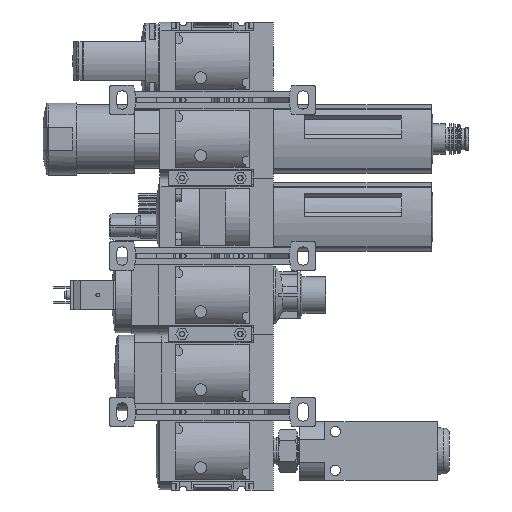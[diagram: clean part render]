
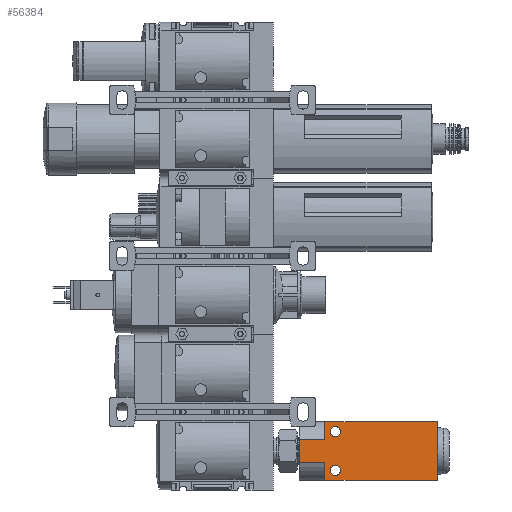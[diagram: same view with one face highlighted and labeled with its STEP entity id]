
A CAD part, left-side view. The second image highlights one B-rep face of the part: STEP entity #56384.
In plain terms, the highlighted planar face has unit normal (-1, 0, 0).
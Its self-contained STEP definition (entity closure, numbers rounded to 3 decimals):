
#1965=PLANE('',#59964);
#6198=LINE('',#84233,#10752);
#6424=LINE('',#84767,#10978);
#6426=LINE('',#84775,#10980);
#6427=LINE('',#84777,#10981);
#6428=LINE('',#84779,#10982);
#6429=LINE('',#84780,#10983);
#6430=LINE('',#84782,#10984);
#6431=LINE('',#84784,#10985);
#10752=VECTOR('',#70898,1000.);
#10978=VECTOR('',#71288,1000.);
#10980=VECTOR('',#71296,1000.);
#10981=VECTOR('',#71297,1000.);
#10982=VECTOR('',#71298,1000.);
#10983=VECTOR('',#71299,1000.);
#10984=VECTOR('',#71300,1000.);
#10985=VECTOR('',#71301,1000.);
#22798=ORIENTED_EDGE('',*,*,#29409,.T.);
#22799=ORIENTED_EDGE('',*,*,#29410,.T.);
#22800=ORIENTED_EDGE('',*,*,#29411,.T.);
#22801=ORIENTED_EDGE('',*,*,#29412,.T.);
#22802=ORIENTED_EDGE('',*,*,#29413,.F.);
#22803=ORIENTED_EDGE('',*,*,#29150,.F.);
#22804=ORIENTED_EDGE('',*,*,#29414,.T.);
#22805=ORIENTED_EDGE('',*,*,#29415,.T.);
#22806=ORIENTED_EDGE('',*,*,#29416,.F.);
#22807=ORIENTED_EDGE('',*,*,#29407,.T.);
#29150=EDGE_CURVE('',#33426,#33420,#6198,.T.);
#29407=EDGE_CURVE('',#33637,#33636,#6424,.T.);
#29409=EDGE_CURVE('',#33638,#33638,#34870,.T.);
#29410=EDGE_CURVE('',#33639,#33639,#34871,.T.);
#29411=EDGE_CURVE('',#33636,#33640,#6426,.T.);
#29412=EDGE_CURVE('',#33640,#33641,#6427,.T.);
#29413=EDGE_CURVE('',#33420,#33641,#6428,.T.);
#29414=EDGE_CURVE('',#33426,#33642,#6429,.T.);
#29415=EDGE_CURVE('',#33642,#33643,#6430,.T.);
#29416=EDGE_CURVE('',#33637,#33643,#6431,.T.);
#33420=VERTEX_POINT('',#84220);
#33426=VERTEX_POINT('',#84232);
#33636=VERTEX_POINT('',#84766);
#33637=VERTEX_POINT('',#84768);
#33638=VERTEX_POINT('',#84772);
#33639=VERTEX_POINT('',#84774);
#33640=VERTEX_POINT('',#84776);
#33641=VERTEX_POINT('',#84778);
#33642=VERTEX_POINT('',#84781);
#33643=VERTEX_POINT('',#84783);
#34870=CIRCLE('',#59965,2.65);
#34871=CIRCLE('',#59966,2.65);
#37390=EDGE_LOOP('',(#22798));
#37391=EDGE_LOOP('',(#22799));
#37392=EDGE_LOOP('',(#22800,#22801,#22802,#22803,#22804,#22805,#22806,#22807));
#40035=FACE_BOUND('',#37390,.T.);
#40036=FACE_BOUND('',#37391,.T.);
#40037=FACE_BOUND('',#37392,.T.);
#56384=ADVANCED_FACE('',(#40035,#40036,#40037),#1965,.F.);
#59964=AXIS2_PLACEMENT_3D('',#84770,#71290,#71291);
#59965=AXIS2_PLACEMENT_3D('',#84771,#71292,#71293);
#59966=AXIS2_PLACEMENT_3D('',#84773,#71294,#71295);
#70898=DIRECTION('',(0.,0.,-1.));
#71288=DIRECTION('',(0.,0.,-1.));
#71290=DIRECTION('',(1.,0.,0.));
#71291=DIRECTION('',(0.,0.,-1.));
#71292=DIRECTION('',(1.,0.,0.));
#71293=DIRECTION('',(0.,0.,-1.));
#71294=DIRECTION('',(1.,0.,0.));
#71295=DIRECTION('',(0.,0.,-1.));
#71296=DIRECTION('',(0.,-1.,0.));
#71297=DIRECTION('',(0.,0.,1.));
#71298=DIRECTION('',(0.,1.,0.));
#71299=DIRECTION('',(0.,1.,0.));
#71300=DIRECTION('',(0.,0.,1.));
#71301=DIRECTION('',(0.,-1.,0.));
#84220=CARTESIAN_POINT('',(0.,0.,-6.));
#84232=CARTESIAN_POINT('',(0.,0.,6.));
#84233=CARTESIAN_POINT('',(0.,0.,15.));
#84766=CARTESIAN_POINT('',(0.,71.2,-15.));
#84767=CARTESIAN_POINT('',(0.,71.2,15.));
#84768=CARTESIAN_POINT('',(0.,71.2,15.));
#84770=CARTESIAN_POINT('',(0.,71.2,15.));
#84771=CARTESIAN_POINT('',(0.,18.5,-10.));
#84772=CARTESIAN_POINT('',(0.,18.5,-12.65));
#84773=CARTESIAN_POINT('',(0.,18.5,10.));
#84774=CARTESIAN_POINT('',(0.,18.5,7.35));
#84775=CARTESIAN_POINT('',(0.,71.2,-15.));
#84776=CARTESIAN_POINT('',(0.,13.1,-15.));
#84777=CARTESIAN_POINT('',(0.,13.1,15.));
#84778=CARTESIAN_POINT('',(0.,13.1,-6.));
#84779=CARTESIAN_POINT('',(0.,-1.9,-6.));
#84780=CARTESIAN_POINT('',(0.,-1.9,6.));
#84781=CARTESIAN_POINT('',(0.,13.1,6.));
#84782=CARTESIAN_POINT('',(0.,13.1,15.));
#84783=CARTESIAN_POINT('',(0.,13.1,15.));
#84784=CARTESIAN_POINT('',(0.,71.2,15.));
